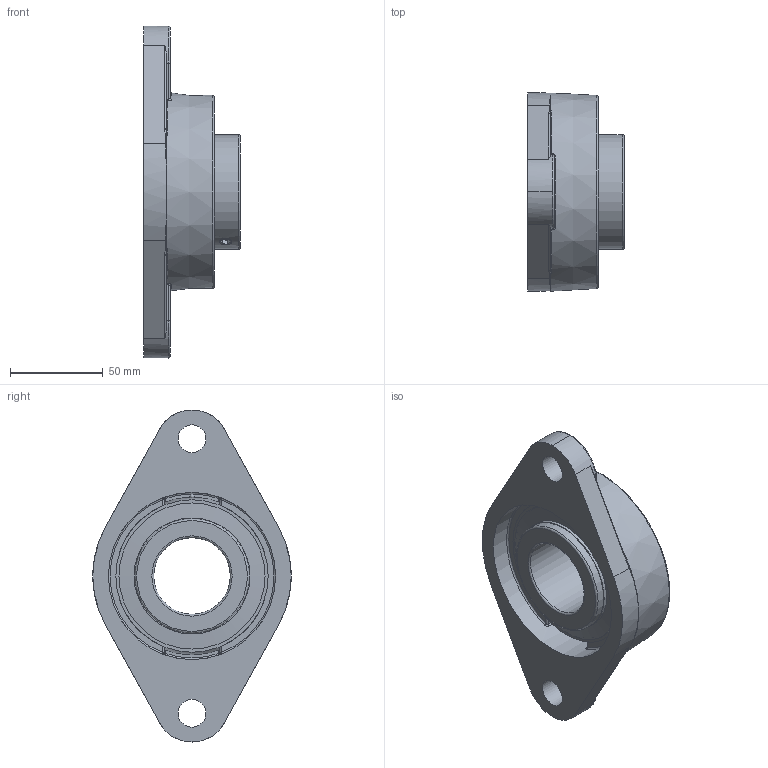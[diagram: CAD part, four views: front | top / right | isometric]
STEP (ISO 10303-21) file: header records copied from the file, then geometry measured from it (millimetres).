
FILE_DESCRIPTION(('HOOPS Exchange Step'),'2;1');
FILE_NAME('export-BB9F58A2-C107-4EF3-9A91-0CEED1B9453B.stp','2020-05-29T10:29:42-07:00',('dkerr'),('Alibre'),'HOOPS Exchange 2020.0','Alibre','Unknown authorisation');
FILE_SCHEMA( ('AP242_MANAGED_MODEL_BASED_3D_ENGINEERING_MIM_LF {1 0 10303 442 1 1 4 }') );
Length unit declared in the file: inch
Products named in the file (7): MRN SFTM L4L 209; MRN SUC 209-26 L4L (1.625) (Race); MRN SUC 209 L4L (Ball); MRN SUC 209 L4L (Shield); MRN SUC 209 L4L (Set Screw); MRN SUC 209-26 L4L (1.625); MRN SUCSFTM L4L 209-26 (1.625inch)
Assembly tree (7 placements, depth 3):
  MRN SUCSFTM L4L 209-26 (1.625inch)
    MRN SFTM L4L 209
    MRN SUC 209-26 L4L (1.625)
      MRN SUC 209-26 L4L (1.625) (Race)
      MRN SUC 209 L4L (Ball)
      MRN SUC 209 L4L (Shield)
      MRN SUC 209 L4L (Set Screw)  x2
Bounding box: 52.2 x 107 x 179 mm (x, y, z)
Volume: 258147 mm3; surface area: 85836.4 mm2
Topology: 16 solids, 16 shells, 178 faces, 466 edges, 296 vertices
Faces by surface type: plane 52, cylinder 45, bspline 34, torus 22, sphere 16, cone 9
Full cylindrical faces by diameter (mm): 6.782 x4, 15 x2, 41.275 x1, 61.722 x4, 62.484 x2, 76.652 x2, 78.74 x2, 88.104 x1, 90.104 x1, 95.22 x1
Entity records: 11073 total; most frequent: CARTESIAN_POINT 6921, DIRECTION 830, ORIENTED_EDGE 824, EDGE_CURVE 412, AXIS2_PLACEMENT_3D 362, VERTEX_POINT 279, CIRCLE 208, EDGE_LOOP 189
